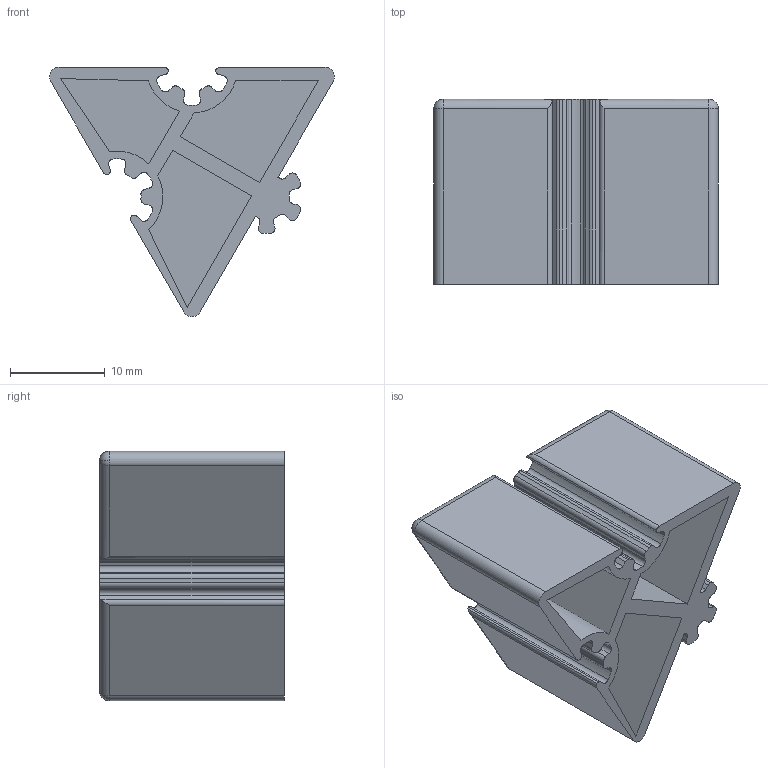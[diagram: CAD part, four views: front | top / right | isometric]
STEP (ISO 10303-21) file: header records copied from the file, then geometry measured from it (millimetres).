
FILE_DESCRIPTION (( 'STEP AP214' ), '1' );
FILE_NAME ('lego_triangle.STEP', '2024-03-07T04:55:39', ( '' ), ( '' ), 'SwSTEP 2.0', 'SolidWorks 2023', '' );
FILE_SCHEMA (( 'AUTOMOTIVE_DESIGN' ));
Length unit declared in the file: millimetre
Products named in the file (1): lego_triangle
Bounding box: 30.04 x 19.5 x 26.28 mm (x, y, z)
Volume: 3821.8 mm3; surface area: 5297.8 mm2
Topology: 1 solids, 1 shells, 371 faces, 1054 edges, 698 vertices
Faces by surface type: plane 149, bspline 140, cylinder 78, sphere 4
Entity records: 16375 total; most frequent: CARTESIAN_POINT 7587, ORIENTED_EDGE 2104, DIRECTION 1360, EDGE_CURVE 1052, VERTEX_POINT 698, VECTOR 610, LINE 610, EDGE_LOOP 386
